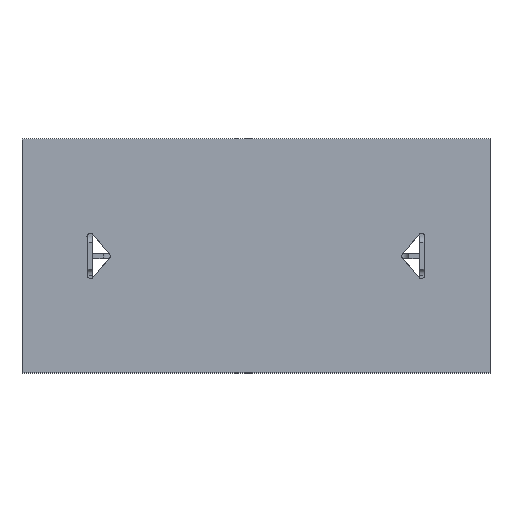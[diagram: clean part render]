
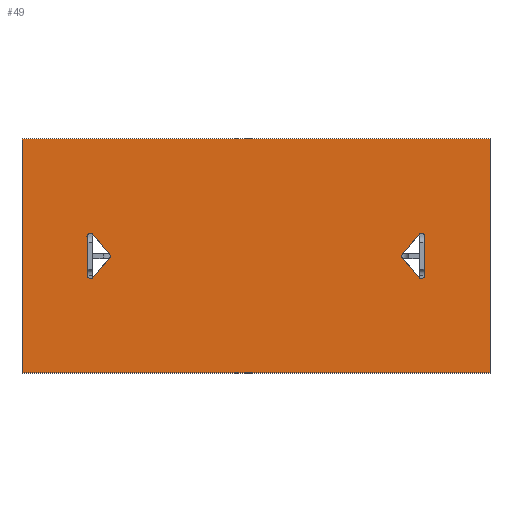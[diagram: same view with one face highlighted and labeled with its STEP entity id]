
A CAD part, top view. The second image highlights one B-rep face of the part: STEP entity #49.
In plain terms, the highlighted planar face has unit normal (0, 0, 1).
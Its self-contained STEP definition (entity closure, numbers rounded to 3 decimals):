
#42=FACE_BOUND($,#136,.T.);
#43=FACE_BOUND($,#137,.T.);
#49=ADVANCED_FACE($,(#91,#42,#43),#535,.T.);
#91=FACE_OUTER_BOUND($,#135,.T.);
#135=EDGE_LOOP($,(#198,#199,#200,#201));
#136=EDGE_LOOP($,(#202,#203));
#137=EDGE_LOOP($,(#204,#205));
#198=ORIENTED_EDGE($,*,*,#373,.F.);
#199=ORIENTED_EDGE($,*,*,#372,.F.);
#200=ORIENTED_EDGE($,*,*,#371,.F.);
#201=ORIENTED_EDGE($,*,*,#370,.F.);
#202=ORIENTED_EDGE($,*,*,#386,.F.);
#203=ORIENTED_EDGE($,*,*,#379,.F.);
#204=ORIENTED_EDGE($,*,*,#382,.T.);
#205=ORIENTED_EDGE($,*,*,#389,.T.);
#370=EDGE_CURVE($,#466,#467,#566,.T.);
#371=EDGE_CURVE($,#467,#468,#567,.T.);
#372=EDGE_CURVE($,#468,#469,#568,.T.);
#373=EDGE_CURVE($,#469,#466,#569,.T.);
#379=EDGE_CURVE($,#471,#475,#575,.T.);
#382=EDGE_CURVE($,#473,#477,#578,.T.);
#386=EDGE_CURVE($,#475,#471,#582,.T.);
#389=EDGE_CURVE($,#477,#473,#585,.T.);
#466=VERTEX_POINT($,#1078);
#467=VERTEX_POINT($,#1079);
#468=VERTEX_POINT($,#1080);
#469=VERTEX_POINT($,#1081);
#471=VERTEX_POINT($,#1083);
#473=VERTEX_POINT($,#1085);
#475=VERTEX_POINT($,#1087);
#477=VERTEX_POINT($,#1089);
#535=PLANE($,#739);
#566=B_SPLINE_CURVE_WITH_KNOTS($,1,(#812,#813),.UNSPECIFIED.,.F.,.F.,(2,
2),(0.,900.),.UNSPECIFIED.);
#567=B_SPLINE_CURVE_WITH_KNOTS($,1,(#814,#815),.UNSPECIFIED.,.F.,.F.,(2,
2),(0.,1800.),.UNSPECIFIED.);
#568=B_SPLINE_CURVE_WITH_KNOTS($,1,(#816,#817),.UNSPECIFIED.,.F.,.F.,(2,
2),(0.,900.),.UNSPECIFIED.);
#569=B_SPLINE_CURVE_WITH_KNOTS($,1,(#818,#819),.UNSPECIFIED.,.F.,.F.,(2,
2),(0.,1800.),.UNSPECIFIED.);
#575=B_SPLINE_CURVE_WITH_KNOTS($,3,(#844,#845,#846,#847,#848,#849,#850,#851,
#852,#853,#854,#855,#856),.UNSPECIFIED.,.F.,.F.,(4,3,1,1,1,3,4),(-423.719,
-327.769,-319.124,-311.018,-302.373,-294.268,
-149.124),.UNSPECIFIED.);
#578=B_SPLINE_CURVE_WITH_KNOTS($,3,(#875,#876,#877,#878,#879,#880,#881,#882,
#883,#884,#885,#886,#887),.UNSPECIFIED.,.F.,.F.,(4,3,1,1,1,3,4),(-423.719,
-327.769,-319.124,-311.018,-302.373,
-294.268,-149.124),.UNSPECIFIED.);
#582=B_SPLINE_CURVE_WITH_KNOTS($,3,(#905,#906,#907,#908,#909,#910,#911,#912,
#913,#914,#915,#916,#917,#918,#919,#920),.UNSPECIFIED.,.F.,.F.,(4,1,1,1,
3,3,1,1,1,4),(-149.124,-140.479,-132.374,-123.729,
-115.624,-19.673,-14.449,-9.516,
-4.602,0.),.UNSPECIFIED.);
#585=B_SPLINE_CURVE_WITH_KNOTS($,3,(#936,#937,#938,#939,#940,#941,#942,#943,
#944,#945,#946,#947,#948,#949,#950,#951),.UNSPECIFIED.,.F.,.F.,(4,1,1,1,
3,3,1,1,1,4),(-149.124,-140.479,-132.374,-123.729,
-115.624,-19.673,-14.449,-9.516,-4.602,
0.),.UNSPECIFIED.);
#739=AXIS2_PLACEMENT_3D($,#957,#774,$);
#774=DIRECTION($,(0.,0.,1.));
#812=CARTESIAN_POINT($,(100.,150.,737.));
#813=CARTESIAN_POINT($,(100.,1050.,737.));
#814=CARTESIAN_POINT($,(100.,1050.,737.));
#815=CARTESIAN_POINT($,(1900.,1050.,737.));
#816=CARTESIAN_POINT($,(1900.,1050.,737.));
#817=CARTESIAN_POINT($,(1900.,150.,737.));
#818=CARTESIAN_POINT($,(1900.,150.,737.));
#819=CARTESIAN_POINT($,(100.,150.,737.));
#844=CARTESIAN_POINT($,(1563.467,591.496,737.));
#845=CARTESIAN_POINT($,(1584.701,566.946,737.));
#846=CARTESIAN_POINT($,(1605.934,542.396,737.));
#847=CARTESIAN_POINT($,(1627.167,517.846,737.));
#848=CARTESIAN_POINT($,(1628.939,515.786,737.));
#849=CARTESIAN_POINT($,(1633.668,512.936,737.));
#850=CARTESIAN_POINT($,(1641.986,513.452,737.));
#851=CARTESIAN_POINT($,(1648.412,518.544,737.));
#852=CARTESIAN_POINT($,(1650.004,523.806,737.));
#853=CARTESIAN_POINT($,(1650.,526.35,737.));
#854=CARTESIAN_POINT($,(1650.,575.45,737.));
#855=CARTESIAN_POINT($,(1650.,624.55,737.));
#856=CARTESIAN_POINT($,(1650.,673.65,737.));
#875=CARTESIAN_POINT($,(436.533,591.496,737.));
#876=CARTESIAN_POINT($,(415.299,566.946,737.));
#877=CARTESIAN_POINT($,(394.066,542.396,737.));
#878=CARTESIAN_POINT($,(372.833,517.846,737.));
#879=CARTESIAN_POINT($,(371.061,515.786,737.));
#880=CARTESIAN_POINT($,(366.332,512.936,737.));
#881=CARTESIAN_POINT($,(358.014,513.452,737.));
#882=CARTESIAN_POINT($,(351.588,518.544,737.));
#883=CARTESIAN_POINT($,(349.996,523.806,737.));
#884=CARTESIAN_POINT($,(350.,526.35,737.));
#885=CARTESIAN_POINT($,(350.,575.45,737.));
#886=CARTESIAN_POINT($,(350.,624.55,737.));
#887=CARTESIAN_POINT($,(350.,673.65,737.));
#905=CARTESIAN_POINT($,(1650.,673.65,737.));
#906=CARTESIAN_POINT($,(1650.008,676.367,737.));
#907=CARTESIAN_POINT($,(1648.295,681.617,737.));
#908=CARTESIAN_POINT($,(1641.666,686.667,737.));
#909=CARTESIAN_POINT($,(1633.475,687.02,737.));
#910=CARTESIAN_POINT($,(1628.829,684.081,737.));
#911=CARTESIAN_POINT($,(1627.167,682.154,737.));
#912=CARTESIAN_POINT($,(1605.934,657.604,737.));
#913=CARTESIAN_POINT($,(1584.701,633.054,737.));
#914=CARTESIAN_POINT($,(1563.467,608.504,737.));
#915=CARTESIAN_POINT($,(1562.393,607.264,737.));
#916=CARTESIAN_POINT($,(1560.77,604.45,737.));
#917=CARTESIAN_POINT($,(1560.024,599.697,737.));
#918=CARTESIAN_POINT($,(1560.947,595.179,737.));
#919=CARTESIAN_POINT($,(1562.521,592.589,737.));
#920=CARTESIAN_POINT($,(1563.467,591.496,737.));
#936=CARTESIAN_POINT($,(350.,673.65,737.));
#937=CARTESIAN_POINT($,(349.992,676.367,737.));
#938=CARTESIAN_POINT($,(351.705,681.617,737.));
#939=CARTESIAN_POINT($,(358.334,686.667,737.));
#940=CARTESIAN_POINT($,(366.525,687.02,737.));
#941=CARTESIAN_POINT($,(371.171,684.081,737.));
#942=CARTESIAN_POINT($,(372.833,682.154,737.));
#943=CARTESIAN_POINT($,(394.066,657.604,737.));
#944=CARTESIAN_POINT($,(415.299,633.054,737.));
#945=CARTESIAN_POINT($,(436.533,608.504,737.));
#946=CARTESIAN_POINT($,(437.607,607.264,737.));
#947=CARTESIAN_POINT($,(439.23,604.45,737.));
#948=CARTESIAN_POINT($,(439.976,599.697,737.));
#949=CARTESIAN_POINT($,(439.053,595.179,737.));
#950=CARTESIAN_POINT($,(437.479,592.589,737.));
#951=CARTESIAN_POINT($,(436.533,591.496,737.));
#957=CARTESIAN_POINT($,(100.,150.,737.));
#1078=CARTESIAN_POINT($,(100.,150.,737.));
#1079=CARTESIAN_POINT($,(100.,1050.,737.));
#1080=CARTESIAN_POINT($,(1900.,1050.,737.));
#1081=CARTESIAN_POINT($,(1900.,150.,737.));
#1083=CARTESIAN_POINT($,(1563.467,591.496,737.));
#1085=CARTESIAN_POINT($,(436.533,591.496,737.));
#1087=CARTESIAN_POINT($,(1650.,673.65,737.));
#1089=CARTESIAN_POINT($,(350.,673.65,737.));
